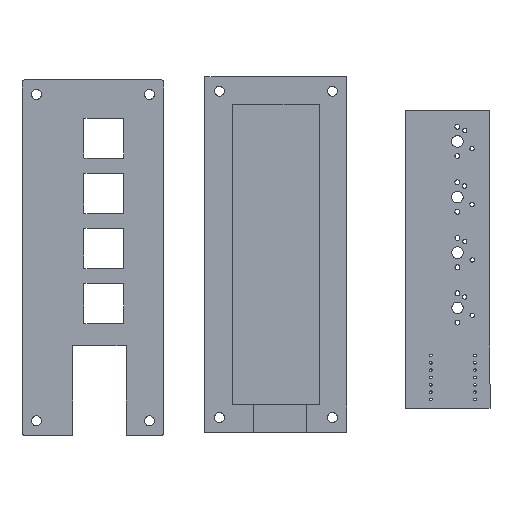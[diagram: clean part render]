
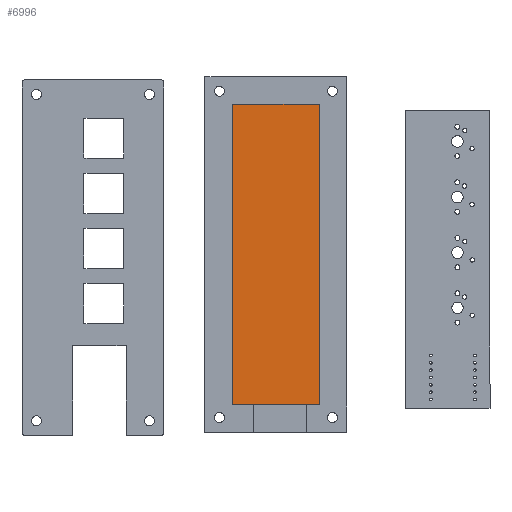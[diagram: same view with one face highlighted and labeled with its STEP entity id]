
A CAD part, top view. The second image highlights one B-rep face of the part: STEP entity #6996.
In plain terms, the highlighted planar face has unit normal (0, 0, 1).
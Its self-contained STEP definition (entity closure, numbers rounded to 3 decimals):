
#493=PLANE('',#7380);
#849=FACE_OUTER_BOUND('',#1319,.T.);
#1319=EDGE_LOOP('',(#6426,#6427,#6428,#6429));
#1915=LINE('',#13137,#2505);
#1917=LINE('',#13142,#2507);
#1918=LINE('',#13143,#2508);
#1919=LINE('',#13144,#2509);
#2505=VECTOR('',#8635,10.);
#2507=VECTOR('',#8639,10.);
#2508=VECTOR('',#8640,10.);
#2509=VECTOR('',#8641,10.);
#3466=VERTEX_POINT('',#13134);
#3467=VERTEX_POINT('',#13136);
#3468=VERTEX_POINT('',#13140);
#3469=VERTEX_POINT('',#13141);
#4459=EDGE_CURVE('',#3466,#3467,#1915,.T.);
#4461=EDGE_CURVE('',#3468,#3469,#1917,.T.);
#4462=EDGE_CURVE('',#3467,#3468,#1918,.T.);
#4463=EDGE_CURVE('',#3469,#3466,#1919,.T.);
#6426=ORIENTED_EDGE('',*,*,#4461,.F.);
#6427=ORIENTED_EDGE('',*,*,#4462,.F.);
#6428=ORIENTED_EDGE('',*,*,#4459,.F.);
#6429=ORIENTED_EDGE('',*,*,#4463,.F.);
#6996=ADVANCED_FACE('',(#849),#493,.T.);
#7380=AXIS2_PLACEMENT_3D('',#13139,#8637,#8638);
#8635=DIRECTION('',(-1.,0.,0.));
#8637=DIRECTION('center_axis',(0.,0.,1.));
#8638=DIRECTION('ref_axis',(1.,0.,0.));
#8639=DIRECTION('',(1.,0.,0.));
#8640=DIRECTION('',(0.,1.,0.));
#8641=DIRECTION('',(0.,-1.,0.));
#13134=CARTESIAN_POINT('',(16.345,-51.638,3.));
#13136=CARTESIAN_POINT('',(-13.745,-51.638,3.));
#13137=CARTESIAN_POINT('',(8.822,-51.638,3.));
#13139=CARTESIAN_POINT('Origin',(1.3,0.312,3.));
#13140=CARTESIAN_POINT('',(-13.745,52.262,3.));
#13141=CARTESIAN_POINT('',(16.345,52.262,3.));
#13142=CARTESIAN_POINT('',(-6.223,52.262,3.));
#13143=CARTESIAN_POINT('',(-13.745,-25.663,3.));
#13144=CARTESIAN_POINT('',(16.345,26.287,3.));
